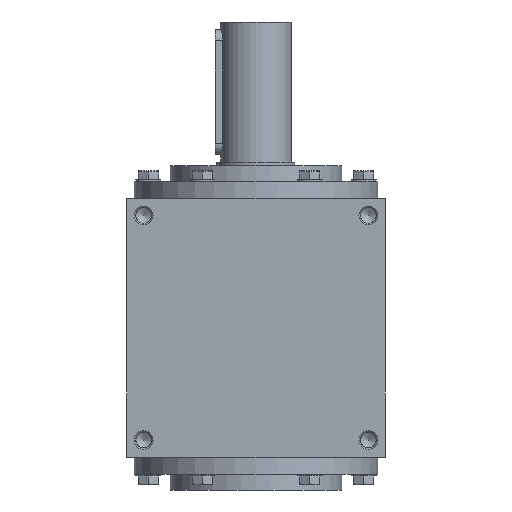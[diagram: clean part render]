
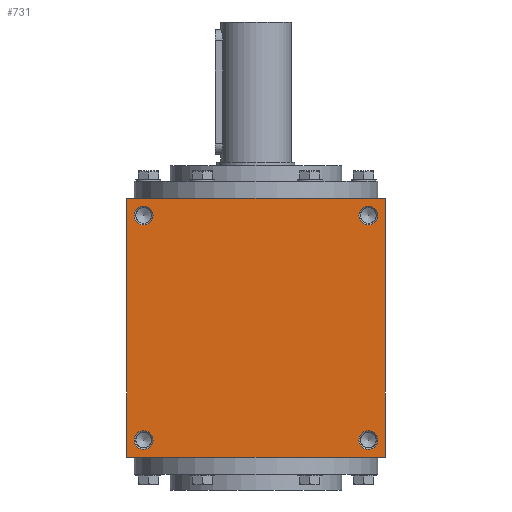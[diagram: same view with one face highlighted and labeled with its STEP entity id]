
A CAD part, left-side view. The second image highlights one B-rep face of the part: STEP entity #731.
In plain terms, the highlighted face is planar.
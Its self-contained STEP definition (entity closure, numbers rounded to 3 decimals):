
#731 = ADVANCED_FACE( '', ( #1454, #1455, #1456, #1457, #1458 ), #1459, .F. );
#1454 = FACE_BOUND( '', #2102, .T. );
#1455 = FACE_BOUND( '', #2103, .T. );
#1456 = FACE_BOUND( '', #2104, .T. );
#1457 = FACE_BOUND( '', #2105, .T. );
#1458 = FACE_OUTER_BOUND( '', #2106, .T. );
#1459 = PLANE( '', #2107 );
#2102 = EDGE_LOOP( '', ( #3287 ) );
#2103 = EDGE_LOOP( '', ( #3288 ) );
#2104 = EDGE_LOOP( '', ( #3289 ) );
#2105 = EDGE_LOOP( '', ( #3290 ) );
#2106 = EDGE_LOOP( '', ( #3291, #3292, #3293, #3294 ) );
#2107 = AXIS2_PLACEMENT_3D( '', #3295, #3296, #3297 );
#3287 = ORIENTED_EDGE( '', *, *, #3594, .F. );
#3288 = ORIENTED_EDGE( '', *, *, #3549, .T. );
#3289 = ORIENTED_EDGE( '', *, *, #3317, .F. );
#3290 = ORIENTED_EDGE( '', *, *, #3622, .T. );
#3291 = ORIENTED_EDGE( '', *, *, #3437, .F. );
#3292 = ORIENTED_EDGE( '', *, *, #3532, .F. );
#3293 = ORIENTED_EDGE( '', *, *, #3590, .F. );
#3294 = ORIENTED_EDGE( '', *, *, #3761, .F. );
#3295 = CARTESIAN_POINT( '', ( 0., 0., -83. ) );
#3296 = DIRECTION( '', ( 0., 0., 1. ) );
#3297 = DIRECTION( '', ( 1., 0., 0. ) );
#3317 = EDGE_CURVE( '', #3769, #3769, #3770, .T. );
#3437 = EDGE_CURVE( '', #3962, #3963, #3964, .T. );
#3532 = EDGE_CURVE( '', #4108, #3962, #4109, .T. );
#3549 = EDGE_CURVE( '', #4131, #4131, #4132, .T. );
#3590 = EDGE_CURVE( '', #4195, #4108, #4196, .T. );
#3594 = EDGE_CURVE( '', #4201, #4201, #4202, .T. );
#3622 = EDGE_CURVE( '', #4242, #4242, #4243, .T. );
#3761 = EDGE_CURVE( '', #3963, #4195, #4398, .T. );
#3769 = VERTEX_POINT( '', #4405 );
#3770 = CIRCLE( '', #4406, 6. );
#3962 = VERTEX_POINT( '', #4700 );
#3963 = VERTEX_POINT( '', #4701 );
#3964 = LINE( '', #4702, #4703 );
#4108 = VERTEX_POINT( '', #4910 );
#4109 = LINE( '', #4911, #4912 );
#4131 = VERTEX_POINT( '', #4936 );
#4132 = CIRCLE( '', #4937, 6. );
#4195 = VERTEX_POINT( '', #5011 );
#4196 = LINE( '', #5012, #5013 );
#4201 = VERTEX_POINT( '', #5020 );
#4202 = CIRCLE( '', #5021, 6. );
#4242 = VERTEX_POINT( '', #5061 );
#4243 = CIRCLE( '', #5062, 6. );
#4398 = LINE( '', #5301, #5302 );
#4405 = CARTESIAN_POINT( '', ( -78., -72., -83. ) );
#4406 = AXIS2_PLACEMENT_3D( '', #5308, #5309, #5310 );
#4700 = CARTESIAN_POINT( '', ( -83., 83., -83. ) );
#4701 = CARTESIAN_POINT( '', ( -83., -83., -83. ) );
#4702 = CARTESIAN_POINT( '', ( -83., 83., -83. ) );
#4703 = VECTOR( '', #5525, 1000. );
#4910 = CARTESIAN_POINT( '', ( 83., 83., -83. ) );
#4911 = CARTESIAN_POINT( '', ( 83., 83., -83. ) );
#4912 = VECTOR( '', #5690, 1000. );
#4936 = CARTESIAN_POINT( '', ( 78., 72., -83. ) );
#4937 = AXIS2_PLACEMENT_3D( '', #5714, #5715, #5716 );
#5011 = CARTESIAN_POINT( '', ( 83., -83., -83. ) );
#5012 = CARTESIAN_POINT( '', ( 83., -83., -83. ) );
#5013 = VECTOR( '', #5790, 1000. );
#5020 = CARTESIAN_POINT( '', ( -78., 72., -83. ) );
#5021 = AXIS2_PLACEMENT_3D( '', #5793, #5794, #5795 );
#5061 = CARTESIAN_POINT( '', ( 78., -72., -83. ) );
#5062 = AXIS2_PLACEMENT_3D( '', #5844, #5845, #5846 );
#5301 = CARTESIAN_POINT( '', ( -83., -83., -83. ) );
#5302 = VECTOR( '', #5977, 1000. );
#5308 = CARTESIAN_POINT( '', ( -72., -72., -83. ) );
#5309 = DIRECTION( '', ( 0., 0., -1. ) );
#5310 = DIRECTION( '', ( -1., 0., 0. ) );
#5525 = DIRECTION( '', ( 0., -1., 0. ) );
#5690 = DIRECTION( '', ( -1., 0., 0. ) );
#5714 = CARTESIAN_POINT( '', ( 72., 72., -83. ) );
#5715 = DIRECTION( '', ( 0., 0., 1. ) );
#5716 = DIRECTION( '', ( 1., 0., 0. ) );
#5790 = DIRECTION( '', ( 0., 1., 0. ) );
#5793 = CARTESIAN_POINT( '', ( -72., 72., -83. ) );
#5794 = DIRECTION( '', ( 0., 0., -1. ) );
#5795 = DIRECTION( '', ( -1., 0., 0. ) );
#5844 = CARTESIAN_POINT( '', ( 72., -72., -83. ) );
#5845 = DIRECTION( '', ( 0., 0., 1. ) );
#5846 = DIRECTION( '', ( 1., 0., 0. ) );
#5977 = DIRECTION( '', ( 1., 0., 0. ) );
